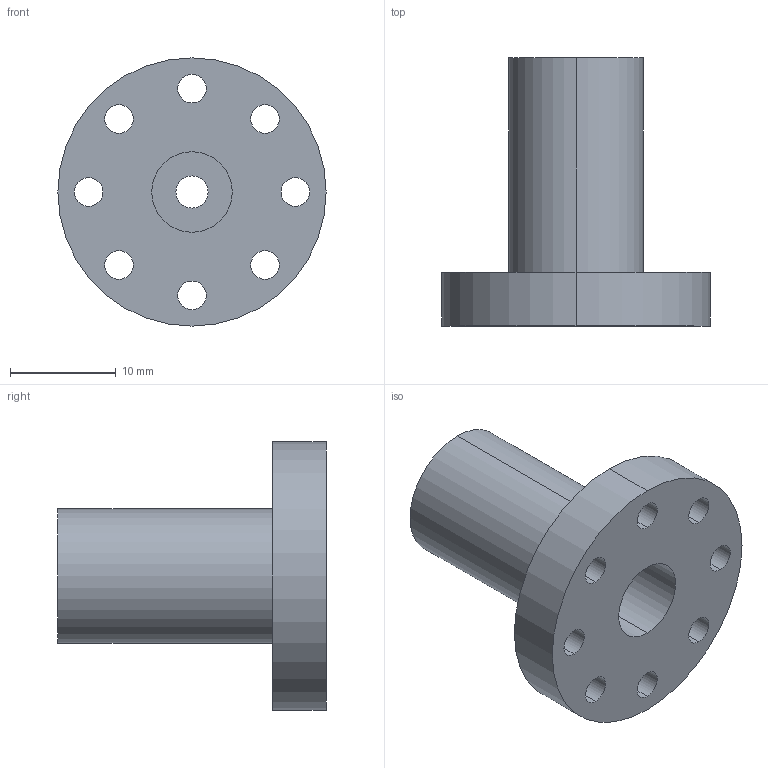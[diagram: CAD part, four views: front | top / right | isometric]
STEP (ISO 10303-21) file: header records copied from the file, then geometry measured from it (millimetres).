
FILE_DESCRIPTION (( 'STEP AP203' ), '1' );
FILE_NAME ('525123.STEP', '2014-07-10T15:32:47', ( 'Kyle' ), ( 'Microsoft' ), 'SwSTEP 2.0', 'SolidWorks 2014', '' );
FILE_SCHEMA (( 'CONFIG_CONTROL_DESIGN' ));
Length unit declared in the file: inch
Products named in the file (1): 525123
Bounding box: 25.39 x 25.4 x 25.39 mm (x, y, z)
Volume: 3877.7 mm3; surface area: 3050 mm2
Topology: 1 solids, 1 shells, 79 faces, 222 edges, 148 vertices
Faces by surface type: plane 55, cylinder 24
Entity records: 2659 total; most frequent: CARTESIAN_POINT 450, ORIENTED_EDGE 444, DIRECTION 430, EDGE_CURVE 222, VECTOR 174, LINE 174, VERTEX_POINT 148, AXIS2_PLACEMENT_3D 128
